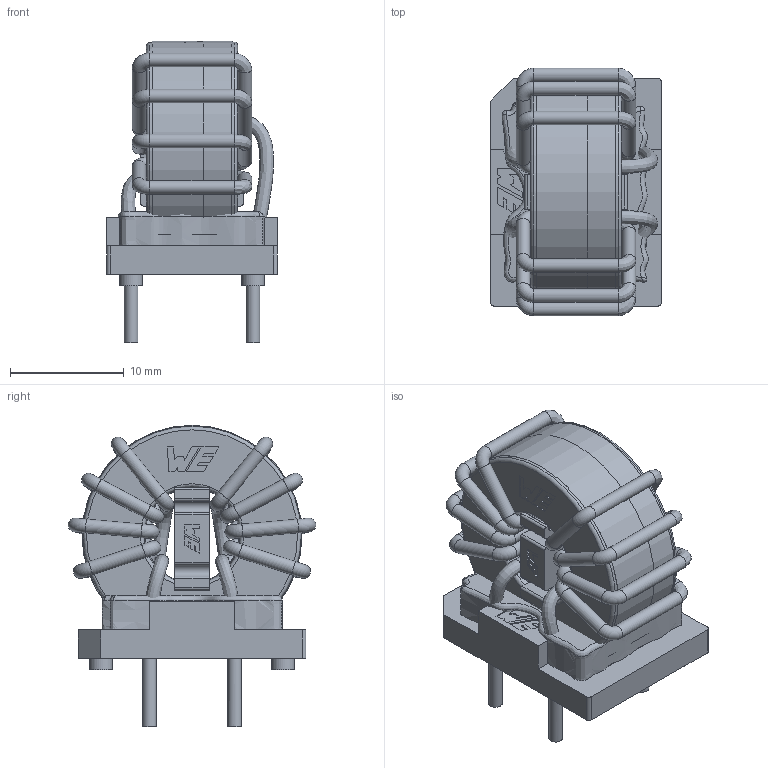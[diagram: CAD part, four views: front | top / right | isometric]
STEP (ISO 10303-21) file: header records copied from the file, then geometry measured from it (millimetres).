
FILE_DESCRIPTION(('STEP AP214'),'1');
FILE_NAME('L_Wurth_WE-CMBNC-TypeM_7448031501.step','2025-04-07T03:26:18',(' '),('ANSOFT Corporation'),'Spatial InterOp 3D',' ',' ');
FILE_SCHEMA(('AUTOMOTIVE_DESIGN { 1 0 10303 214 1 1 1 1 }'));
Length unit declared in the file: millimetre
Products named in the file (1): tesaM
Bounding box: 15 x 21.75 x 26.46 mm (x, y, z)
Volume: 2825.5 mm3; surface area: 6530.5 mm2
Topology: 12 solids, 12 shells, 421 faces, 992 edges, 634 vertices
Faces by surface type: plane 230, cylinder 120, torus 33, bspline 28, cone 9, extrusion 1
Full cylindrical faces by diameter (mm): 1.2 x38, 1.3 x4, 2 x4, 8.3 x1, 9.7 x2, 16.7 x2, 19.3 x1, 19.32 x1
Entity records: 24311 total; most frequent: CARTESIAN_POINT 8659, DIRECTION 1806, ORIENTED_EDGE 1654, STYLED_ITEM 1088, PRESENTATION_STYLE_ASSIGNMENT 1088, COLOUR_RGB 1088, EDGE_CURVE 827, AXIS2_PLACEMENT_3D 668
